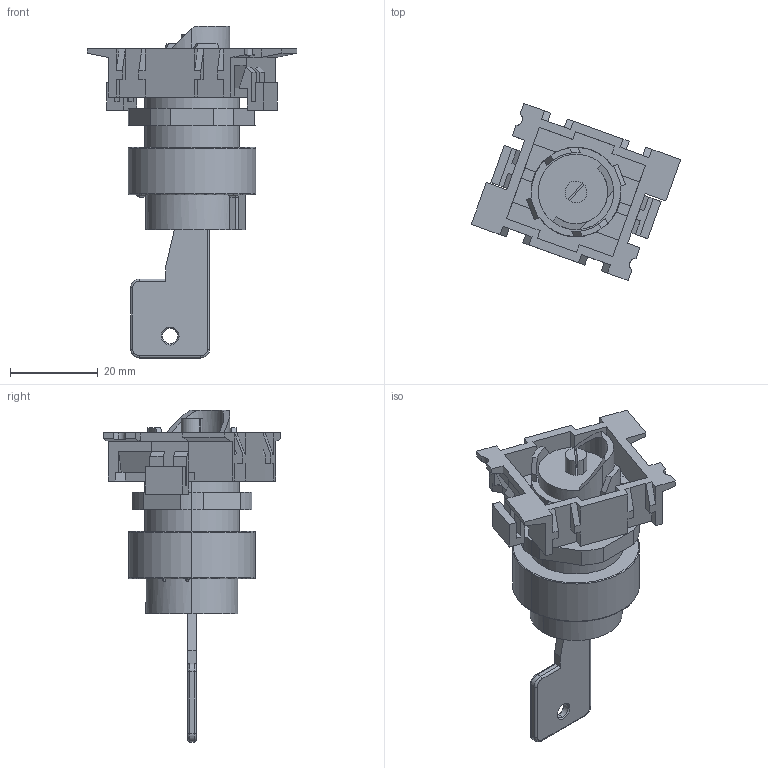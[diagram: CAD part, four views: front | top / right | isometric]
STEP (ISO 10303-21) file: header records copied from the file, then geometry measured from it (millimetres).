
FILE_DESCRIPTION (( 'STEP AP214' ), '1' );
FILE_NAME ('08_539_0.STEP', '2016-08-03T12:48:59', ( '' ), ( '' ), 'SwSTEP 2.0', 'SolidWorks 2016', '' );
FILE_SCHEMA (( 'AUTOMOTIVE_DESIGN' ));
Length unit declared in the file: millimetre
Products named in the file (1): 08_539_0
Bounding box: 47.77 x 40.38 x 75.7 mm (x, y, z)
Volume: 20066.8 mm3; surface area: 17208.2 mm2
Topology: 4 solids, 4 shells, 356 faces, 974 edges, 633 vertices
Faces by surface type: plane 255, cylinder 81, bspline 16, cone 4
Entity records: 12769 total; most frequent: CARTESIAN_POINT 2666, ORIENTED_EDGE 1948, DIRECTION 1794, EDGE_CURVE 974, LINE 730, VECTOR 730, VERTEX_POINT 633, AXIS2_PLACEMENT_3D 532
